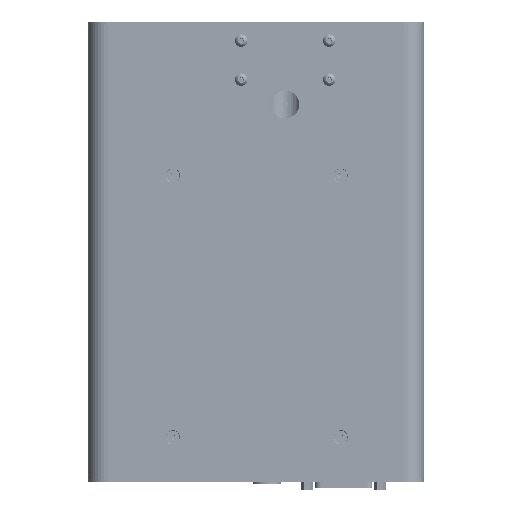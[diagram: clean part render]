
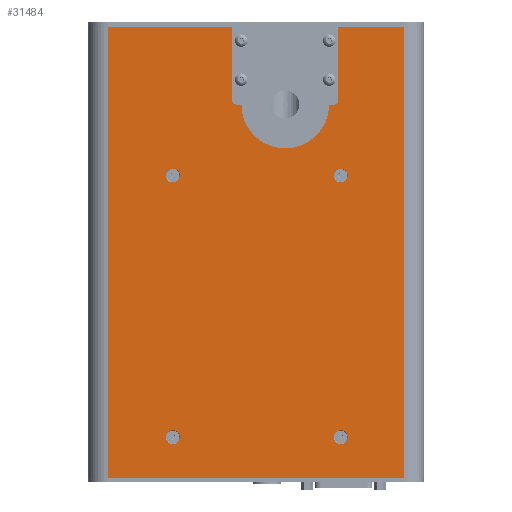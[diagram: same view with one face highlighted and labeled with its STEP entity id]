
A CAD part, front view. The second image highlights one B-rep face of the part: STEP entity #31484.
In plain terms, the highlighted planar face has unit normal (0, -1, 0).
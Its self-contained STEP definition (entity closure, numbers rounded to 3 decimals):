
#15409=LINE('',#125737,#21657);
#15410=LINE('',#125740,#21658);
#15411=LINE('',#125742,#21659);
#15412=LINE('',#125744,#21660);
#15413=LINE('',#125746,#21661);
#15414=LINE('',#125748,#21662);
#15415=LINE('',#125750,#21663);
#15416=LINE('',#125754,#21664);
#15417=LINE('',#125758,#21665);
#21657=VECTOR('',#96140,1.);
#21658=VECTOR('',#96141,1.);
#21659=VECTOR('',#96142,1.);
#21660=VECTOR('',#96143,1.);
#21661=VECTOR('',#96144,1.);
#21662=VECTOR('',#96145,1.);
#21663=VECTOR('',#96146,1.);
#21664=VECTOR('',#96149,1.);
#21665=VECTOR('',#96152,1.);
#26860=FACE_BOUND('',#41600,.T.);
#26861=FACE_BOUND('',#41601,.T.);
#26862=FACE_BOUND('',#41602,.T.);
#26863=FACE_BOUND('',#41603,.T.);
#26864=FACE_BOUND('',#41604,.T.);
#31484=ADVANCED_FACE('',(#26860,#26861,#26862,#26863,#26864),#34949,.F.);
#34949=PLANE('',#85315);
#41600=EDGE_LOOP('',(#54000));
#41601=EDGE_LOOP('',(#54001));
#41602=EDGE_LOOP('',(#54002));
#41603=EDGE_LOOP('',(#54003));
#41604=EDGE_LOOP('',(#54004,#54005,#54006,#54007,#54008,#54009,#54010,#54011,
#54012,#54013,#54014,#54015));
#45732=CIRCLE('',#85308,3.175);
#45733=CIRCLE('',#85309,3.175);
#45734=CIRCLE('',#85310,3.175);
#45735=CIRCLE('',#85311,3.175);
#45736=CIRCLE('',#85312,1.588);
#45737=CIRCLE('',#85313,13.97);
#45738=CIRCLE('',#85314,1.588);
#54000=ORIENTED_EDGE('',*,*,#76725,.T.);
#54001=ORIENTED_EDGE('',*,*,#76726,.T.);
#54002=ORIENTED_EDGE('',*,*,#76727,.T.);
#54003=ORIENTED_EDGE('',*,*,#76728,.T.);
#54004=ORIENTED_EDGE('',*,*,#76729,.F.);
#54005=ORIENTED_EDGE('',*,*,#76730,.F.);
#54006=ORIENTED_EDGE('',*,*,#76731,.T.);
#54007=ORIENTED_EDGE('',*,*,#76732,.T.);
#54008=ORIENTED_EDGE('',*,*,#76733,.T.);
#54009=ORIENTED_EDGE('',*,*,#76734,.F.);
#54010=ORIENTED_EDGE('',*,*,#76735,.F.);
#54011=ORIENTED_EDGE('',*,*,#76736,.T.);
#54012=ORIENTED_EDGE('',*,*,#76737,.F.);
#54013=ORIENTED_EDGE('',*,*,#76738,.T.);
#54014=ORIENTED_EDGE('',*,*,#76739,.F.);
#54015=ORIENTED_EDGE('',*,*,#76740,.T.);
#69085=VERTEX_POINT('',#125730);
#69086=VERTEX_POINT('',#125732);
#69087=VERTEX_POINT('',#125734);
#69088=VERTEX_POINT('',#125736);
#69089=VERTEX_POINT('',#125738);
#69090=VERTEX_POINT('',#125739);
#69091=VERTEX_POINT('',#125741);
#69092=VERTEX_POINT('',#125743);
#69093=VERTEX_POINT('',#125745);
#69094=VERTEX_POINT('',#125747);
#69095=VERTEX_POINT('',#125749);
#69096=VERTEX_POINT('',#125751);
#69097=VERTEX_POINT('',#125753);
#69098=VERTEX_POINT('',#125755);
#69099=VERTEX_POINT('',#125757);
#69100=VERTEX_POINT('',#125759);
#76725=EDGE_CURVE('',#69085,#69085,#45732,.T.);
#76726=EDGE_CURVE('',#69086,#69086,#45733,.T.);
#76727=EDGE_CURVE('',#69087,#69087,#45734,.T.);
#76728=EDGE_CURVE('',#69088,#69088,#45735,.T.);
#76729=EDGE_CURVE('',#69089,#69090,#15409,.T.);
#76730=EDGE_CURVE('',#69091,#69089,#15410,.T.);
#76731=EDGE_CURVE('',#69091,#69092,#15411,.T.);
#76732=EDGE_CURVE('',#69092,#69093,#15412,.T.);
#76733=EDGE_CURVE('',#69093,#69094,#15413,.T.);
#76734=EDGE_CURVE('',#69095,#69094,#15414,.T.);
#76735=EDGE_CURVE('',#69096,#69095,#15415,.T.);
#76736=EDGE_CURVE('',#69096,#69097,#45736,.T.);
#76737=EDGE_CURVE('',#69098,#69097,#15416,.T.);
#76738=EDGE_CURVE('',#69098,#69099,#45737,.T.);
#76739=EDGE_CURVE('',#69100,#69099,#15417,.T.);
#76740=EDGE_CURVE('',#69100,#69090,#45738,.T.);
#85308=AXIS2_PLACEMENT_3D('',#125729,#96132,#96133);
#85309=AXIS2_PLACEMENT_3D('',#125731,#96134,#96135);
#85310=AXIS2_PLACEMENT_3D('',#125733,#96136,#96137);
#85311=AXIS2_PLACEMENT_3D('',#125735,#96138,#96139);
#85312=AXIS2_PLACEMENT_3D('',#125752,#96147,#96148);
#85313=AXIS2_PLACEMENT_3D('',#125756,#96150,#96151);
#85314=AXIS2_PLACEMENT_3D('',#125760,#96153,#96154);
#85315=AXIS2_PLACEMENT_3D('',#125761,#96155,#96156);
#96132=DIRECTION('',(0.,1.,0.));
#96133=DIRECTION('',(-1.,0.,0.));
#96134=DIRECTION('',(0.,1.,0.));
#96135=DIRECTION('',(-1.,0.,0.));
#96136=DIRECTION('',(0.,1.,0.));
#96137=DIRECTION('',(-1.,0.,0.));
#96138=DIRECTION('',(0.,1.,0.));
#96139=DIRECTION('',(-1.,0.,0.));
#96140=DIRECTION('',(0.,0.,-1.));
#96141=DIRECTION('',(1.,0.,0.));
#96142=DIRECTION('',(0.,0.,-1.));
#96143=DIRECTION('',(1.,0.,0.));
#96144=DIRECTION('',(0.,0.,1.));
#96145=DIRECTION('',(1.,0.,0.));
#96146=DIRECTION('',(0.,0.,1.));
#96147=DIRECTION('',(0.,1.,0.));
#96148=DIRECTION('',(-1.,0.,0.));
#96149=DIRECTION('',(1.,0.,0.));
#96150=DIRECTION('',(0.,1.,0.));
#96151=DIRECTION('',(-1.,0.,0.));
#96152=DIRECTION('',(1.,0.,0.));
#96153=DIRECTION('',(0.,1.,0.));
#96154=DIRECTION('',(-1.,0.,0.));
#96155=DIRECTION('',(0.,1.,0.));
#96156=DIRECTION('',(1.,0.,0.));
#125729=CARTESIAN_POINT('',(38.672,-137.414,137.859));
#125730=CARTESIAN_POINT('',(35.497,-137.414,137.859));
#125731=CARTESIAN_POINT('',(38.672,-137.414,18.479));
#125732=CARTESIAN_POINT('',(35.497,-137.414,18.479));
#125733=CARTESIAN_POINT('',(115.253,-137.414,137.859));
#125734=CARTESIAN_POINT('',(112.078,-137.414,137.859));
#125735=CARTESIAN_POINT('',(115.253,-137.414,18.479));
#125736=CARTESIAN_POINT('',(112.078,-137.414,18.479));
#125737=CARTESIAN_POINT('',(65.786,-137.414,205.74));
#125738=CARTESIAN_POINT('',(65.786,-137.414,205.74));
#125739=CARTESIAN_POINT('',(65.786,-137.414,171.831));
#125740=CARTESIAN_POINT('',(0.,-137.414,205.74));
#125741=CARTESIAN_POINT('',(8.89,-137.414,205.74));
#125742=CARTESIAN_POINT('',(8.89,-137.414,205.74));
#125743=CARTESIAN_POINT('',(8.89,-137.414,0.));
#125744=CARTESIAN_POINT('',(0.,-137.414,0.));
#125745=CARTESIAN_POINT('',(144.272,-137.414,0.));
#125746=CARTESIAN_POINT('',(144.272,-137.414,205.74));
#125747=CARTESIAN_POINT('',(144.272,-137.414,205.74));
#125748=CARTESIAN_POINT('',(0.,-137.414,205.74));
#125749=CARTESIAN_POINT('',(114.046,-137.414,205.74));
#125750=CARTESIAN_POINT('',(114.046,-137.414,170.244));
#125751=CARTESIAN_POINT('',(114.046,-137.414,171.831));
#125752=CARTESIAN_POINT('',(112.459,-137.414,171.831));
#125753=CARTESIAN_POINT('',(112.459,-137.414,170.244));
#125754=CARTESIAN_POINT('',(65.786,-137.414,170.244));
#125755=CARTESIAN_POINT('',(103.886,-137.414,170.244));
#125756=CARTESIAN_POINT('',(89.916,-137.414,170.244));
#125757=CARTESIAN_POINT('',(75.946,-137.414,170.244));
#125758=CARTESIAN_POINT('',(65.786,-137.414,170.244));
#125759=CARTESIAN_POINT('',(67.373,-137.414,170.244));
#125760=CARTESIAN_POINT('',(67.373,-137.414,171.831));
#125761=CARTESIAN_POINT('',(0.,-137.414,205.74));
